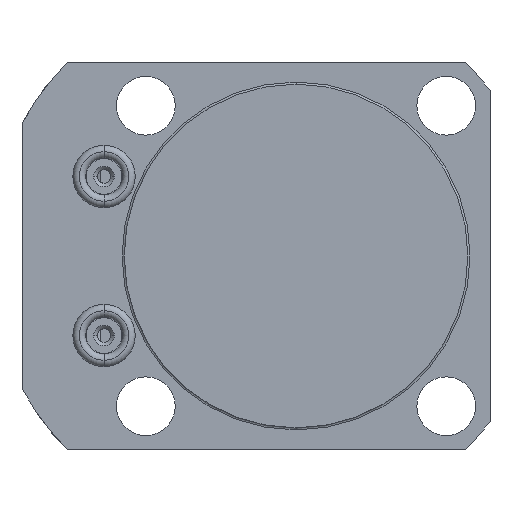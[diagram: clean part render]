
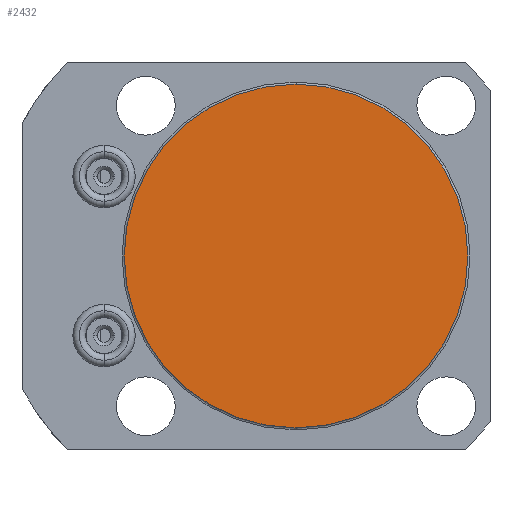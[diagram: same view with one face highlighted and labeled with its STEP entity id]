
A CAD part, front view. The second image highlights one B-rep face of the part: STEP entity #2432.
In plain terms, the highlighted planar face has unit normal (0, -1, 0).
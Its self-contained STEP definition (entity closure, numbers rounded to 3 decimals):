
#656=CARTESIAN_POINT('',(0.,0.,0.));
#657=DIRECTION('',(0.,-1.,0.));
#658=DIRECTION('',(0.,0.,1.));
#659=AXIS2_PLACEMENT_3D('',#656,#657,#658);
#661=CARTESIAN_POINT('',(0.,0.,0.));
#662=DIRECTION('',(0.,-1.,0.));
#663=DIRECTION('',(0.,0.,-1.));
#664=AXIS2_PLACEMENT_3D('',#661,#662,#663);
#1475=CARTESIAN_POINT('',(0.,0.,31.395));
#1476=CARTESIAN_POINT('',(0.,0.,-31.395));
#1477=VERTEX_POINT('',#1475);
#1478=VERTEX_POINT('',#1476);
#2423=CARTESIAN_POINT('',(0.,0.,0.));
#2424=DIRECTION('',(0.,1.,0.));
#2425=DIRECTION('',(0.,0.,1.));
#2426=AXIS2_PLACEMENT_3D('',#2423,#2424,#2425);
#2427=PLANE('',#2426);
#2428=ORIENTED_EDGE('',*,*,#2403,.F.);
#2429=ORIENTED_EDGE('',*,*,#2417,.F.);
#2430=EDGE_LOOP('',(#2428,#2429));
#2431=FACE_OUTER_BOUND('',#2430,.F.);
#660=CIRCLE('',#659,31.395);
#665=CIRCLE('',#664,31.395);
#2403=EDGE_CURVE('',#1477,#1478,#660,.T.);
#2417=EDGE_CURVE('',#1478,#1477,#665,.T.);
#2432=ADVANCED_FACE('',(#2431),#2427,.F.);
